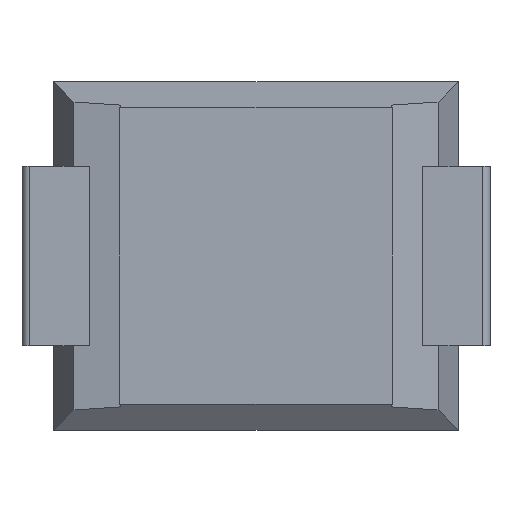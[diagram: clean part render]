
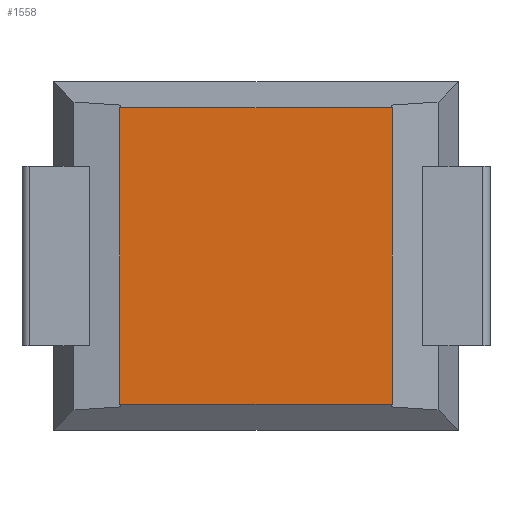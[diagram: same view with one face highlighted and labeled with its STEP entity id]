
A CAD part, front view. The second image highlights one B-rep face of the part: STEP entity #1558.
In plain terms, the highlighted planar face has unit normal (0, -1, 0).
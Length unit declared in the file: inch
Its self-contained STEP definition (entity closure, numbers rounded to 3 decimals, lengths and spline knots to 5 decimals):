
#50 = FACE_OUTER_BOUND ( 'NONE', #656, .T. ) ;
#58 = CARTESIAN_POINT ( 'NONE',  ( -0.09113, -0.0475, 0. ) ) ;
#64 = EDGE_CURVE ( 'NONE', #72, #966, #894, .T. ) ;
#72 = VERTEX_POINT ( 'NONE', #324 ) ;
#145 = EDGE_CURVE ( 'NONE', #315, #1449, #483, .T. ) ;
#273 = DIRECTION ( 'NONE',  ( 0., 0., 1. ) ) ;
#312 = CARTESIAN_POINT ( 'NONE',  ( 0., -0.0475, -0.09896 ) ) ;
#315 = VERTEX_POINT ( 'NONE', #771 ) ;
#317 = LINE ( 'NONE', #312, #610 ) ;
#324 = CARTESIAN_POINT ( 'NONE',  ( -0.09113, -0.0475, 0.09896 ) ) ;
#339 = DIRECTION ( 'NONE',  ( 0., 0., 1. ) ) ;
#344 = CARTESIAN_POINT ( 'NONE',  ( 0., -0.0475, 0.09896 ) ) ;
#483 = LINE ( 'NONE', #954, #1447 ) ;
#487 = LINE ( 'NONE', #344, #938 ) ;
#555 = DIRECTION ( 'NONE',  ( 0., 0., -1. ) ) ;
#599 = CARTESIAN_POINT ( 'NONE',  ( -0.09113, -0.0475, -0.09896 ) ) ;
#610 = VECTOR ( 'NONE', #1451, 39.37008 ) ;
#648 = EDGE_CURVE ( 'NONE', #72, #1449, #487, .T. ) ;
#656 = EDGE_LOOP ( 'NONE', ( #1144, #1128, #1360, #1030 ) ) ;
#749 = CARTESIAN_POINT ( 'NONE',  ( 0., -0.0475, 0. ) ) ;
#771 = CARTESIAN_POINT ( 'NONE',  ( 0.09113, -0.0475, -0.09896 ) ) ;
#882 = EDGE_CURVE ( 'NONE', #315, #966, #317, .T. ) ;
#889 = DIRECTION ( 'NONE',  ( 0., 1., 0. ) ) ;
#894 = LINE ( 'NONE', #58, #1505 ) ;
#938 = VECTOR ( 'NONE', #1081, 39.37008 ) ;
#954 = CARTESIAN_POINT ( 'NONE',  ( 0.09113, -0.0475, 0. ) ) ;
#966 = VERTEX_POINT ( 'NONE', #599 ) ;
#992 = PLANE ( 'NONE',  #1429 ) ;
#1030 = ORIENTED_EDGE ( 'NONE', *, *, #145, .T. ) ;
#1081 = DIRECTION ( 'NONE',  ( 1., 0., 0. ) ) ;
#1128 = ORIENTED_EDGE ( 'NONE', *, *, #64, .T. ) ;
#1144 = ORIENTED_EDGE ( 'NONE', *, *, #648, .F. ) ;
#1155 = CARTESIAN_POINT ( 'NONE',  ( 0.09113, -0.0475, 0.09896 ) ) ;
#1360 = ORIENTED_EDGE ( 'NONE', *, *, #882, .F. ) ;
#1429 = AXIS2_PLACEMENT_3D ( 'NONE', #749, #889, #273 ) ;
#1447 = VECTOR ( 'NONE', #339, 39.37008 ) ;
#1449 = VERTEX_POINT ( 'NONE', #1155 ) ;
#1451 = DIRECTION ( 'NONE',  ( -1., 0., 0. ) ) ;
#1505 = VECTOR ( 'NONE', #555, 39.37008 ) ;
#1558 = ADVANCED_FACE ( 'NONE', ( #50 ), #992, .F. ) ;
